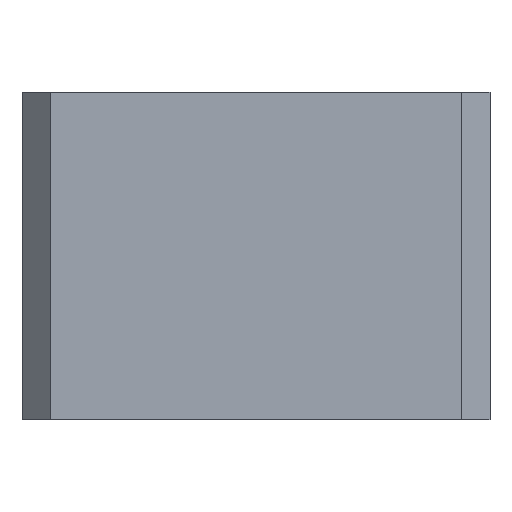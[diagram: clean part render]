
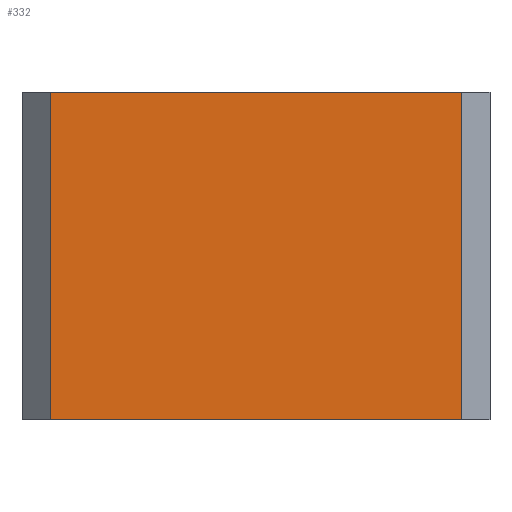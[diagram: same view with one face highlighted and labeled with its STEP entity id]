
A CAD part, left-side view. The second image highlights one B-rep face of the part: STEP entity #332.
In plain terms, the highlighted planar face has unit normal (-1, 0, 0).
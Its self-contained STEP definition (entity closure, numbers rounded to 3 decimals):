
#31=FACE_OUTER_BOUND('',#49,.T.);
#49=EDGE_LOOP('',(#226,#227,#228,#229));
#69=LINE('',#496,#107);
#70=LINE('',#499,#108);
#71=LINE('',#501,#109);
#72=LINE('',#502,#110);
#107=VECTOR('',#398,10.);
#108=VECTOR('',#401,10.);
#109=VECTOR('',#402,10.);
#110=VECTOR('',#403,10.);
#142=VERTEX_POINT('',#489);
#145=VERTEX_POINT('',#494);
#146=VERTEX_POINT('',#498);
#147=VERTEX_POINT('',#500);
#177=EDGE_CURVE('',#145,#142,#69,.T.);
#178=EDGE_CURVE('',#145,#146,#70,.T.);
#179=EDGE_CURVE('',#147,#146,#71,.T.);
#180=EDGE_CURVE('',#142,#147,#72,.T.);
#226=ORIENTED_EDGE('',*,*,#177,.F.);
#227=ORIENTED_EDGE('',*,*,#178,.T.);
#228=ORIENTED_EDGE('',*,*,#179,.F.);
#229=ORIENTED_EDGE('',*,*,#180,.F.);
#319=PLANE('',#364);
#332=ADVANCED_FACE('',(#31),#319,.T.);
#364=AXIS2_PLACEMENT_3D('',#497,#399,#400);
#398=DIRECTION('',(0.,0.,1.));
#399=DIRECTION('center_axis',(-1.,0.,0.));
#400=DIRECTION('ref_axis',(0.,-1.,0.));
#401=DIRECTION('',(0.,-1.,0.));
#402=DIRECTION('',(0.,0.,-1.));
#403=DIRECTION('',(0.,-1.,0.));
#489=CARTESIAN_POINT('',(0.,9.4,7.));
#494=CARTESIAN_POINT('',(0.,9.4,0.));
#496=CARTESIAN_POINT('',(0.,9.4,0.));
#497=CARTESIAN_POINT('Origin',(0.,10.,0.));
#498=CARTESIAN_POINT('',(0.,0.6,0.));
#499=CARTESIAN_POINT('',(0.,10.,0.));
#500=CARTESIAN_POINT('',(0.,0.6,7.));
#501=CARTESIAN_POINT('',(0.,0.6,0.));
#502=CARTESIAN_POINT('',(0.,10.,7.));
